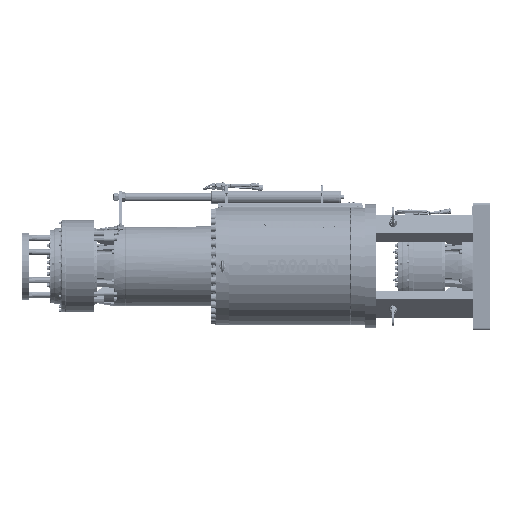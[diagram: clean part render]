
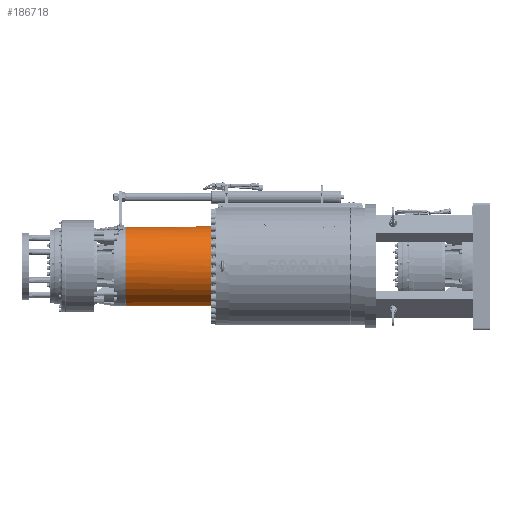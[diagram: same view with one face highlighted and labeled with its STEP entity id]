
A CAD part, left-side view. The second image highlights one B-rep face of the part: STEP entity #186718.
In plain terms, the highlighted cylindrical face has radius 230 mm (diameter 460 mm), a full revolution.
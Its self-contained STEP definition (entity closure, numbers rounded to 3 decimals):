
#19874=FACE_OUTER_BOUND('',#30471,.T.);
#30471=EDGE_LOOP('',(#138383,#138384,#138385,#138386,#138387,#138388,#138389));
#42805=LINE('',#325397,#54990);
#54990=VECTOR('',#229142,230.);
#64802=CIRCLE('',#198775,230.);
#64806=CIRCLE('',#198779,230.);
#65011=CIRCLE('',#199232,230.);
#65012=CIRCLE('',#199233,230.);
#65013=CIRCLE('',#199234,230.);
#78118=VERTEX_POINT('',#320570);
#78119=VERTEX_POINT('',#320571);
#78517=VERTEX_POINT('',#325389);
#78518=VERTEX_POINT('',#325391);
#78519=VERTEX_POINT('',#325393);
#99849=EDGE_CURVE('',#78118,#78119,#64802,.T.);
#99853=EDGE_CURVE('',#78119,#78118,#64806,.T.);
#100475=EDGE_CURVE('',#78517,#78518,#65011,.T.);
#100476=EDGE_CURVE('',#78518,#78519,#65012,.T.);
#100477=EDGE_CURVE('',#78519,#78517,#65013,.T.);
#100478=EDGE_CURVE('',#78517,#78119,#42805,.T.);
#138383=ORIENTED_EDGE('',*,*,#100477,.F.);
#138384=ORIENTED_EDGE('',*,*,#100476,.F.);
#138385=ORIENTED_EDGE('',*,*,#100475,.F.);
#138386=ORIENTED_EDGE('',*,*,#100478,.T.);
#138387=ORIENTED_EDGE('',*,*,#99849,.F.);
#138388=ORIENTED_EDGE('',*,*,#99853,.F.);
#138389=ORIENTED_EDGE('',*,*,#100478,.F.);
#173029=CYLINDRICAL_SURFACE('',#199235,230.);
#186718=ADVANCED_FACE('',(#19874),#173029,.T.);
#198775=AXIS2_PLACEMENT_3D('',#320572,#227879,#227880);
#198779=AXIS2_PLACEMENT_3D('',#320578,#227887,#227888);
#199232=AXIS2_PLACEMENT_3D('',#325392,#229134,#229135);
#199233=AXIS2_PLACEMENT_3D('',#325394,#229136,#229137);
#199234=AXIS2_PLACEMENT_3D('',#325395,#229138,#229139);
#199235=AXIS2_PLACEMENT_3D('',#325396,#229140,#229141);
#227879=DIRECTION('center_axis',(0.,1.,0.));
#227880=DIRECTION('ref_axis',(-0.707,0.,-0.707));
#227887=DIRECTION('center_axis',(0.,1.,0.));
#227888=DIRECTION('ref_axis',(-0.707,0.,-0.707));
#229134=DIRECTION('center_axis',(0.,-1.,0.));
#229135=DIRECTION('ref_axis',(0.707,0.,0.707));
#229136=DIRECTION('center_axis',(0.,-1.,0.));
#229137=DIRECTION('ref_axis',(0.707,0.,0.707));
#229138=DIRECTION('center_axis',(0.,-1.,0.));
#229139=DIRECTION('ref_axis',(0.707,0.,0.707));
#229140=DIRECTION('center_axis',(0.,-1.,0.));
#229141=DIRECTION('ref_axis',(0.707,0.,0.707));
#229142=DIRECTION('',(0.,1.,0.));
#320570=CARTESIAN_POINT('',(162.635,1375.947,162.635));
#320571=CARTESIAN_POINT('',(-162.635,1375.947,-162.635));
#320572=CARTESIAN_POINT('Origin',(0.,1375.947,0.));
#320578=CARTESIAN_POINT('Origin',(0.,1375.947,0.));
#325389=CARTESIAN_POINT('',(-162.635,886.5,-162.635));
#325391=CARTESIAN_POINT('',(202.565,886.5,-108.938));
#325392=CARTESIAN_POINT('Origin',(0.,886.5,
0.));
#325393=CARTESIAN_POINT('',(-202.565,886.5,108.938));
#325394=CARTESIAN_POINT('Origin',(0.,886.5,
0.));
#325395=CARTESIAN_POINT('Origin',(0.,886.5,
0.));
#325396=CARTESIAN_POINT('Origin',(0.,1066.,0.));
#325397=CARTESIAN_POINT('',(-162.635,1066.,-162.635));
